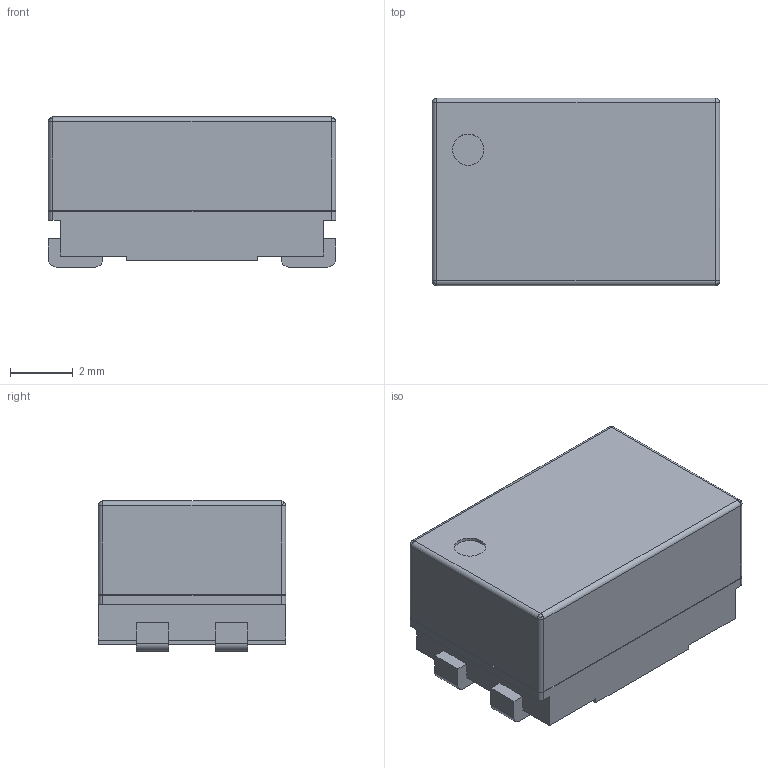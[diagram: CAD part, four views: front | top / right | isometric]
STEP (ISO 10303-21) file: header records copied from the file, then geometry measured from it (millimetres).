
FILE_DESCRIPTION (( 'STEP AP214' ), '1' );
FILE_NAME ('User Library-SRF0905.STEP', '2021-03-16T22:24:31', ( '' ), ( '' ), 'SwSTEP 2.0', 'SolidWorks 2020', '' );
FILE_SCHEMA (( 'AUTOMOTIVE_DESIGN' ));
Length unit declared in the file: millimetre
Products named in the file (1): User Library-SRF0905
Bounding box: 9.2 x 6 x 4.8 mm (x, y, z)
Volume: 151.7 mm3; surface area: 446.6 mm2
Topology: 6 solids, 6 shells, 98 faces, 245 edges, 155 vertices
Faces by surface type: plane 66, cylinder 26, bspline 6
Entity records: 3014 total; most frequent: CARTESIAN_POINT 588, DIRECTION 480, ORIENTED_EDGE 478, EDGE_CURVE 239, VECTOR 182, LINE 182, VERTEX_POINT 155, AXIS2_PLACEMENT_3D 149
